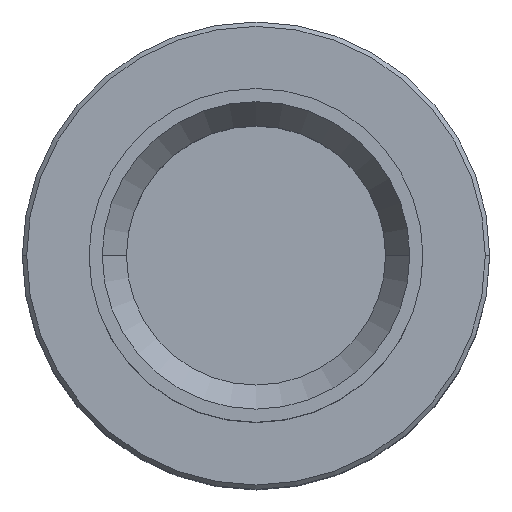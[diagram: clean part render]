
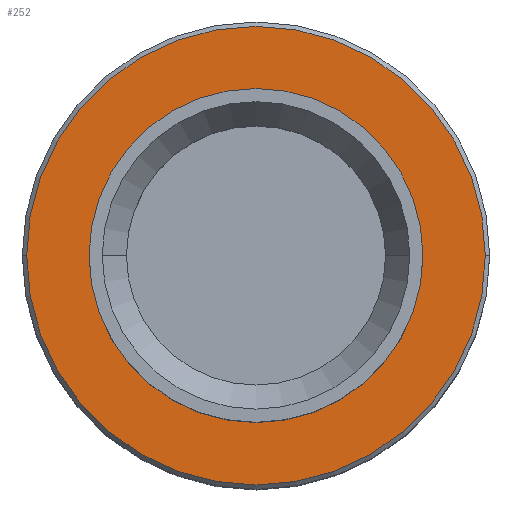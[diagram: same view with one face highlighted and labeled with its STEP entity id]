
A CAD part, top view. The second image highlights one B-rep face of the part: STEP entity #252.
In plain terms, the highlighted planar face has unit normal (0, 0, 1).
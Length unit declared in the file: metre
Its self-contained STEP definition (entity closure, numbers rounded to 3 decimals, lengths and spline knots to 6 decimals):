
#161 = CARTESIAN_POINT ( 'NONE',  ( -0.00261, 0., 0. ) ) ;
#252 = ADVANCED_FACE ( 'NONE', ( #3330, #4125 ), #2329, .T. ) ;
#311 = VERTEX_POINT ( 'NONE', #912 ) ;
#359 = CARTESIAN_POINT ( 'NONE',  ( 0., 0., 0. ) ) ;
#522 = CIRCLE ( 'NONE', #3010, 0.00261 ) ;
#733 = DIRECTION ( 'NONE',  ( 1., 0., 0. ) ) ;
#912 = CARTESIAN_POINT ( 'NONE',  ( -0.0019, 0., 0. ) ) ;
#1036 = CARTESIAN_POINT ( 'NONE',  ( 0., 0., 0. ) ) ;
#1192 = DIRECTION ( 'NONE',  ( 0., 0., 1. ) ) ;
#1209 = CARTESIAN_POINT ( 'NONE',  ( 0., 0.00266, 0. ) ) ;
#1306 = VERTEX_POINT ( 'NONE', #4289 ) ;
#1356 = AXIS2_PLACEMENT_3D ( 'NONE', #1209, #1601, #4190 ) ;
#1393 = DIRECTION ( 'NONE',  ( 1., 0., 0. ) ) ;
#1442 = CIRCLE ( 'NONE', #4008, 0.0019 ) ;
#1489 = CARTESIAN_POINT ( 'NONE',  ( 0., 0., 0. ) ) ;
#1601 = DIRECTION ( 'NONE',  ( 0., 0., 1. ) ) ;
#1854 = DIRECTION ( 'NONE',  ( 1., 0., 0. ) ) ;
#1865 = ORIENTED_EDGE ( 'NONE', *, *, #2793, .T. ) ;
#1940 = ORIENTED_EDGE ( 'NONE', *, *, #3514, .T. ) ;
#2006 = VERTEX_POINT ( 'NONE', #161 ) ;
#2162 = ORIENTED_EDGE ( 'NONE', *, *, #2339, .F. ) ;
#2329 = PLANE ( 'NONE',  #1356 ) ;
#2339 = EDGE_CURVE ( 'NONE', #1306, #311, #2616, .T. ) ;
#2501 = EDGE_LOOP ( 'NONE', ( #2162, #2868 ) ) ;
#2616 = CIRCLE ( 'NONE', #4584, 0.0019 ) ;
#2646 = EDGE_CURVE ( 'NONE', #311, #1306, #1442, .T. ) ;
#2793 = EDGE_CURVE ( 'NONE', #2006, #2901, #3942, .T. ) ;
#2868 = ORIENTED_EDGE ( 'NONE', *, *, #2646, .F. ) ;
#2901 = VERTEX_POINT ( 'NONE', #4215 ) ;
#2954 = DIRECTION ( 'NONE',  ( 0., 0., 1. ) ) ;
#2985 = EDGE_LOOP ( 'NONE', ( #1865, #1940 ) ) ;
#3010 = AXIS2_PLACEMENT_3D ( 'NONE', #1036, #3629, #1393 ) ;
#3181 = AXIS2_PLACEMENT_3D ( 'NONE', #3419, #1192, #3795 ) ;
#3330 = FACE_OUTER_BOUND ( 'NONE', #2985, .T. ) ;
#3419 = CARTESIAN_POINT ( 'NONE',  ( 0., 0., 0. ) ) ;
#3514 = EDGE_CURVE ( 'NONE', #2901, #2006, #522, .T. ) ;
#3629 = DIRECTION ( 'NONE',  ( 0., 0., 1. ) ) ;
#3795 = DIRECTION ( 'NONE',  ( 1., 0., 0. ) ) ;
#3942 = CIRCLE ( 'NONE', #3181, 0.00261 ) ;
#4008 = AXIS2_PLACEMENT_3D ( 'NONE', #359, #2954, #733 ) ;
#4076 = DIRECTION ( 'NONE',  ( 0., 0., 1. ) ) ;
#4125 = FACE_BOUND ( 'NONE', #2501, .T. ) ;
#4190 = DIRECTION ( 'NONE',  ( 1., 0., 0. ) ) ;
#4215 = CARTESIAN_POINT ( 'NONE',  ( 0.00261, 0., 0. ) ) ;
#4289 = CARTESIAN_POINT ( 'NONE',  ( 0.0019, 0., 0. ) ) ;
#4584 = AXIS2_PLACEMENT_3D ( 'NONE', #1489, #4076, #1854 ) ;
